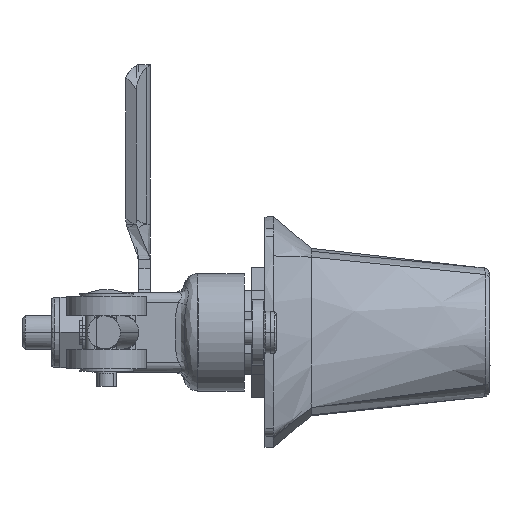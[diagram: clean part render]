
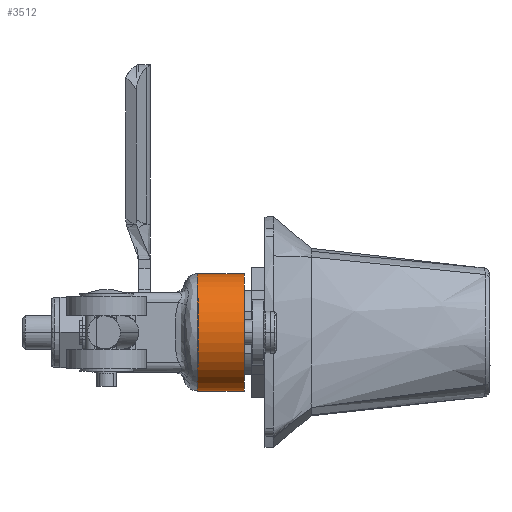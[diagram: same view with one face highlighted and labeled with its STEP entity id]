
A CAD part, front view. The second image highlights one B-rep face of the part: STEP entity #3512.
In plain terms, the highlighted cylindrical face has radius 14 mm (diameter 28 mm), a partial arc.
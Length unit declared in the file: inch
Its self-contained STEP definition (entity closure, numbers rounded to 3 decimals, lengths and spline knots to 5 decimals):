
#567 = CARTESIAN_POINT ( 'NONE',  ( -4.92407, -19.08702, 50.32393 ) ) ;
#824 = CARTESIAN_POINT ( 'NONE',  ( -3.82171, -19.08702, 50.32393 ) ) ;
#1020 = VERTEX_POINT ( 'NONE', #34814 ) ;
#2668 = CARTESIAN_POINT ( 'NONE',  ( -4.37289, -18.64602, 50.32393 ) ) ;
#3512 = ADVANCED_FACE ( 'NONE', ( #18216 ), #30067, .T. ) ;
#5173 = EDGE_LOOP ( 'NONE', ( #5786, #29246, #11829, #29409 ) ) ;
#5432 = VECTOR ( 'NONE', #13083, 39.37008 ) ;
#5779 = VECTOR ( 'NONE', #15740, 39.37008 ) ;
#5786 = ORIENTED_EDGE ( 'NONE', *, *, #20022, .F. ) ;
#7004 = VERTEX_POINT ( 'NONE', #824 ) ;
#7576 = DIRECTION ( 'NONE',  ( -1., 0., 0. ) ) ;
#7623 = AXIS2_PLACEMENT_3D ( 'NONE', #2668, #27298, #13500 ) ;
#8159 = AXIS2_PLACEMENT_3D ( 'NONE', #10352, #12783, #7576 ) ;
#10061 = VERTEX_POINT ( 'NONE', #25767 ) ;
#10352 = CARTESIAN_POINT ( 'NONE',  ( -4.37289, -19.08702, 50.32393 ) ) ;
#11829 = ORIENTED_EDGE ( 'NONE', *, *, #15033, .T. ) ;
#12135 = EDGE_CURVE ( 'NONE', #10061, #1020, #12568, .T. ) ;
#12182 = CARTESIAN_POINT ( 'NONE',  ( -4.37289, -19.08702, 50.32393 ) ) ;
#12568 = CIRCLE ( 'NONE', #7623, 0.55118 ) ;
#12783 = DIRECTION ( 'NONE',  ( 0., 1., 0. ) ) ;
#12909 = CARTESIAN_POINT ( 'NONE',  ( -4.92407, -19.08702, 50.32393 ) ) ;
#13083 = DIRECTION ( 'NONE',  ( 0., -1., 0. ) ) ;
#13500 = DIRECTION ( 'NONE',  ( -1., 0., 0. ) ) ;
#15033 = EDGE_CURVE ( 'NONE', #1020, #25102, #35429, .T. ) ;
#15740 = DIRECTION ( 'NONE',  ( 0., -1., 0. ) ) ;
#18216 = FACE_OUTER_BOUND ( 'NONE', #5173, .T. ) ;
#20022 = EDGE_CURVE ( 'NONE', #10061, #7004, #33406, .T. ) ;
#20806 = DIRECTION ( 'NONE',  ( 0., -1., 0. ) ) ;
#25102 = VERTEX_POINT ( 'NONE', #567 ) ;
#25767 = CARTESIAN_POINT ( 'NONE',  ( -3.82171, -18.64602, 50.32393 ) ) ;
#27298 = DIRECTION ( 'NONE',  ( 0., -1., 0. ) ) ;
#27971 = AXIS2_PLACEMENT_3D ( 'NONE', #12182, #20806, #34635 ) ;
#29246 = ORIENTED_EDGE ( 'NONE', *, *, #12135, .T. ) ;
#29409 = ORIENTED_EDGE ( 'NONE', *, *, #30834, .T. ) ;
#30067 = CYLINDRICAL_SURFACE ( 'NONE', #27971, 0.55118 ) ;
#30834 = EDGE_CURVE ( 'NONE', #25102, #7004, #33357, .T. ) ;
#32405 = CARTESIAN_POINT ( 'NONE',  ( -3.82171, -19.08702, 50.32393 ) ) ;
#33357 = CIRCLE ( 'NONE', #8159, 0.55118 ) ;
#33406 = LINE ( 'NONE', #32405, #5432 ) ;
#34635 = DIRECTION ( 'NONE',  ( -1., 0., 0. ) ) ;
#34814 = CARTESIAN_POINT ( 'NONE',  ( -4.92407, -18.64602, 50.32393 ) ) ;
#35429 = LINE ( 'NONE', #12909, #5779 ) ;
